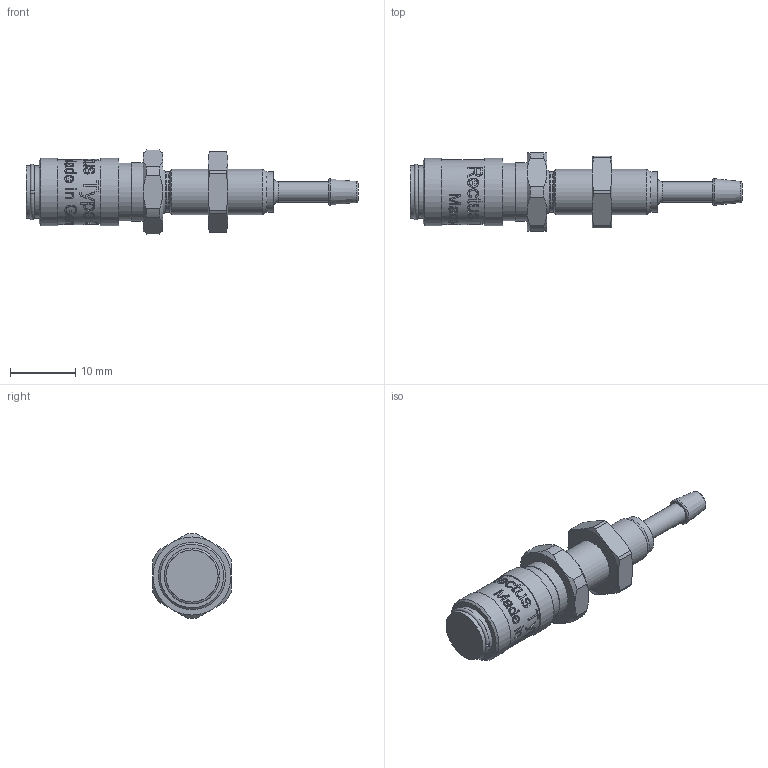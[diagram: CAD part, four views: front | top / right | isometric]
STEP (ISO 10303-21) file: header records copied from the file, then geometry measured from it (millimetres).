
FILE_DESCRIPTION(/* description */ (''),/* implementation_level */ '2;1');
FILE_NAME(/* name */ '20kats03mpn.stp',/* time_stamp */ '2021-06-15T13:28:33+02:00',/* author */ ('IA176480'),/* organization */ (''),/* preprocessor_version */ 'ST-DEVELOPER v17.2',/* originating_system */ 'Autodesk Inventor 2019',/* authorisation */ '');
FILE_SCHEMA (('CONFIG_CONTROL_DESIGN'));
Products named in the file (1): 20KATS03MPN
Bounding box: 51.05 x 12 x 12.99 mm (x, y, z)
Volume: 2500.3 mm3; surface area: 2548.9 mm2
Topology: 3 solids, 5 shells, 493 faces, 1327 edges, 891 vertices
Faces by surface type: bspline 200, plane 168, cylinder 75, cone 40, torus 10
Full cylindrical faces by diameter (mm): 3.1 x1, 6.2 x2, 6.8 x1, 7 x2, 7.3 x1, 7.4 x1, 7.46 x1, 7.8 x2, 8 x3, 8.1 x1, 8.15 x2, 8.9 x1, 9 x1, 9.15 x1, 9.2 x1, 10 x1, 10.35 x2
Entity records: 65491 total; most frequent: CARTESIAN_POINT 54055, ORIENTED_EDGE 2656, DIRECTION 1590, EDGE_CURVE 1328, VERTEX_POINT 893, AXIS2_PLACEMENT_3D 562, EDGE_LOOP 547, B_SPLINE_CURVE_WITH_KNOTS 546
